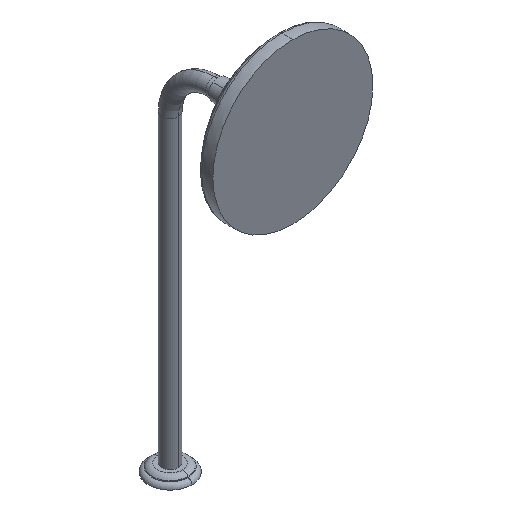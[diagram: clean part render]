
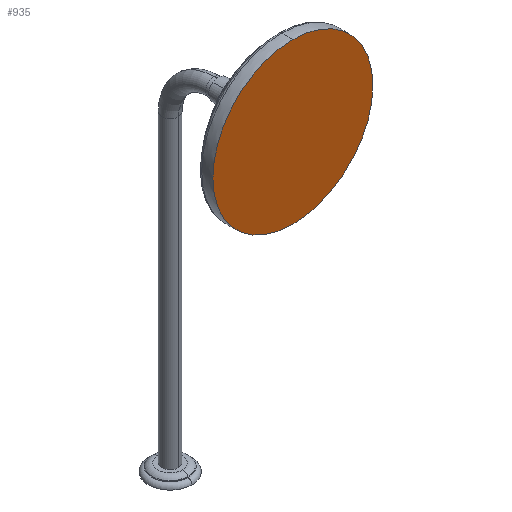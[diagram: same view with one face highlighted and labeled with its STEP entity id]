
A CAD part, isometric view. The second image highlights one B-rep face of the part: STEP entity #935.
In plain terms, the highlighted planar face has unit normal (0, -1, 0).
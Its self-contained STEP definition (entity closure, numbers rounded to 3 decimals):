
#33 = CARTESIAN_POINT ( 'NONE',  ( 0., 0., 0. ) ) ;
#61 = CARTESIAN_POINT ( 'NONE',  ( 0., 0., 0. ) ) ;
#63 = ORIENTED_EDGE ( 'NONE', *, *, #836, .F. ) ;
#105 = ORIENTED_EDGE ( 'NONE', *, *, #727, .F. ) ;
#205 = DIRECTION ( 'NONE',  ( 0., 1., 0. ) ) ;
#275 = DIRECTION ( 'NONE',  ( 0., 1., 0. ) ) ;
#327 = FACE_OUTER_BOUND ( 'NONE', #511, .T. ) ;
#446 = CIRCLE ( 'NONE', #1282, 100. ) ;
#459 = DIRECTION ( 'NONE',  ( 0., 0., 1. ) ) ;
#507 = DIRECTION ( 'NONE',  ( 0., 0., 1. ) ) ;
#511 = EDGE_LOOP ( 'NONE', ( #63, #105 ) ) ;
#567 = CIRCLE ( 'NONE', #1642, 100. ) ;
#590 = VERTEX_POINT ( 'NONE', #1074 ) ;
#727 = EDGE_CURVE ( 'NONE', #590, #1084, #567, .T. ) ;
#836 = EDGE_CURVE ( 'NONE', #1084, #590, #446, .T. ) ;
#935 = ADVANCED_FACE ( 'NONE', ( #327 ), #1230, .F. ) ;
#978 = AXIS2_PLACEMENT_3D ( 'NONE', #61, #1042, #459 ) ;
#1042 = DIRECTION ( 'NONE',  ( 0., 1., 0. ) ) ;
#1074 = CARTESIAN_POINT ( 'NONE',  ( 0., 0., -100. ) ) ;
#1084 = VERTEX_POINT ( 'NONE', #1201 ) ;
#1173 = DIRECTION ( 'NONE',  ( 0., 0., 1. ) ) ;
#1201 = CARTESIAN_POINT ( 'NONE',  ( 0., 0., 100. ) ) ;
#1230 = PLANE ( 'NONE',  #978 ) ;
#1282 = AXIS2_PLACEMENT_3D ( 'NONE', #33, #275, #507 ) ;
#1296 = CARTESIAN_POINT ( 'NONE',  ( 0., 0., 0. ) ) ;
#1642 = AXIS2_PLACEMENT_3D ( 'NONE', #1296, #205, #1173 ) ;
